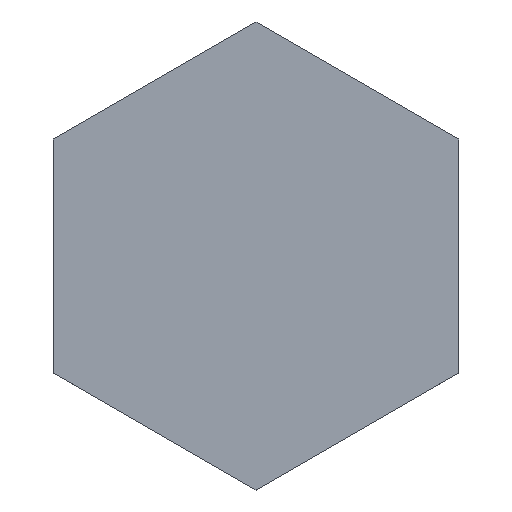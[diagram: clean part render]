
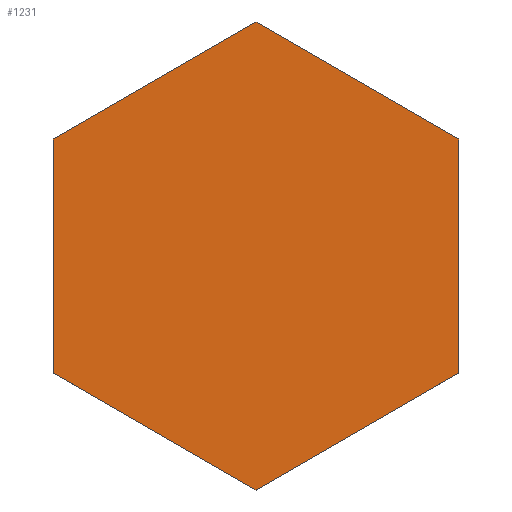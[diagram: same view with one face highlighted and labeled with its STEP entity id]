
A CAD part, top view. The second image highlights one B-rep face of the part: STEP entity #1231.
In plain terms, the highlighted planar face has unit normal (0, 0, 1).
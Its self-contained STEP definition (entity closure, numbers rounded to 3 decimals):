
#97=FACE_OUTER_BOUND('',#165,.T.);
#165=EDGE_LOOP('',(#1037,#1038,#1039,#1040,#1041,#1042));
#323=LINE('',#1926,#485);
#327=LINE('',#1934,#489);
#330=LINE('',#1940,#492);
#333=LINE('',#1946,#495);
#336=LINE('',#1952,#498);
#339=LINE('',#1957,#501);
#485=VECTOR('',#1587,10.);
#489=VECTOR('',#1593,10.);
#492=VECTOR('',#1598,10.);
#495=VECTOR('',#1603,10.);
#498=VECTOR('',#1608,10.);
#501=VECTOR('',#1613,10.);
#599=VERTEX_POINT('',#1924);
#600=VERTEX_POINT('',#1925);
#603=VERTEX_POINT('',#1933);
#605=VERTEX_POINT('',#1939);
#607=VERTEX_POINT('',#1945);
#609=VERTEX_POINT('',#1951);
#755=EDGE_CURVE('',#599,#600,#323,.T.);
#759=EDGE_CURVE('',#600,#603,#327,.T.);
#762=EDGE_CURVE('',#603,#605,#330,.T.);
#765=EDGE_CURVE('',#605,#607,#333,.T.);
#768=EDGE_CURVE('',#609,#607,#336,.T.);
#771=EDGE_CURVE('',#609,#599,#339,.T.);
#1037=ORIENTED_EDGE('',*,*,#771,.T.);
#1038=ORIENTED_EDGE('',*,*,#755,.T.);
#1039=ORIENTED_EDGE('',*,*,#759,.T.);
#1040=ORIENTED_EDGE('',*,*,#762,.T.);
#1041=ORIENTED_EDGE('',*,*,#765,.T.);
#1042=ORIENTED_EDGE('',*,*,#768,.F.);
#1163=PLANE('',#1314);
#1231=ADVANCED_FACE('',(#97),#1163,.T.);
#1314=AXIS2_PLACEMENT_3D('',#1959,#1615,#1616);
#1587=DIRECTION('',(0.866,0.5,0.));
#1593=DIRECTION('',(0.,1.,0.));
#1598=DIRECTION('',(-0.866,0.5,0.));
#1603=DIRECTION('',(-0.866,-0.5,0.));
#1608=DIRECTION('',(0.,1.,0.));
#1613=DIRECTION('',(0.866,-0.5,0.));
#1615=DIRECTION('center_axis',(0.,0.,1.));
#1616=DIRECTION('ref_axis',(-1.,0.,0.));
#1924=CARTESIAN_POINT('',(0.,-100.,15.));
#1925=CARTESIAN_POINT('',(86.603,-50.,15.));
#1926=CARTESIAN_POINT('',(0.,-100.,15.));
#1933=CARTESIAN_POINT('',(86.603,50.,15.));
#1934=CARTESIAN_POINT('',(86.603,-50.,15.));
#1939=CARTESIAN_POINT('',(0.,100.,15.));
#1940=CARTESIAN_POINT('',(86.603,50.,15.));
#1945=CARTESIAN_POINT('',(-86.603,50.,15.));
#1946=CARTESIAN_POINT('',(0.,100.,15.));
#1951=CARTESIAN_POINT('',(-86.603,-50.,15.));
#1952=CARTESIAN_POINT('',(-86.603,-50.,15.));
#1957=CARTESIAN_POINT('',(-86.603,-50.,15.));
#1959=CARTESIAN_POINT('Origin',(0.,0.,15.));
